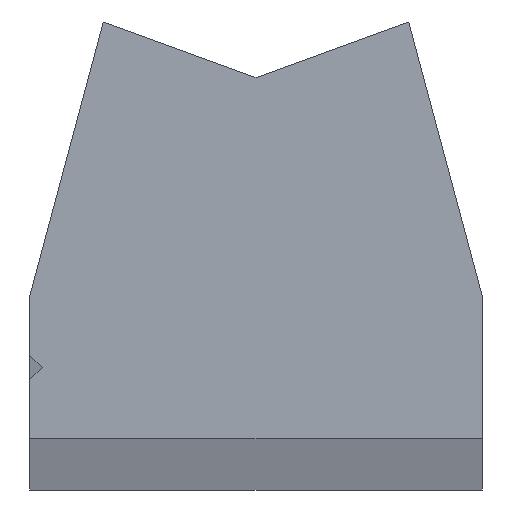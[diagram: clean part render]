
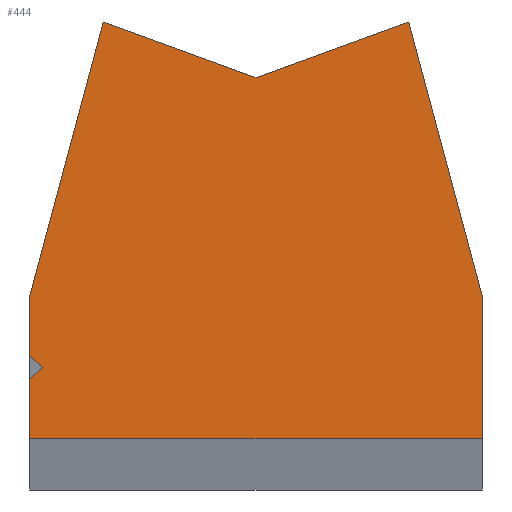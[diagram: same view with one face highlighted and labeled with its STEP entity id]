
A CAD part, top view. The second image highlights one B-rep face of the part: STEP entity #444.
In plain terms, the highlighted planar face has unit normal (0, 0, 1).
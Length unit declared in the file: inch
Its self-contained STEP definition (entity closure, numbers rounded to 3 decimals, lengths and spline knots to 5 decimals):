
#5 = VECTOR ( 'NONE', #656, 39.37008 ) ;
#6 = ORIENTED_EDGE ( 'NONE', *, *, #605, .T. ) ;
#12 = VECTOR ( 'NONE', #295, 39.37008 ) ;
#34 = ORIENTED_EDGE ( 'NONE', *, *, #532, .T. ) ;
#35 = CARTESIAN_POINT ( 'NONE',  ( 0.185, 0., 0. ) ) ;
#48 = VERTEX_POINT ( 'NONE', #448 ) ;
#65 = LINE ( 'NONE', #183, #116 ) ;
#66 = DIRECTION ( 'NONE',  ( -0.94, -0.342, 0. ) ) ;
#67 = EDGE_CURVE ( 'NONE', #336, #239, #608, .T. ) ;
#79 = CARTESIAN_POINT ( 'NONE',  ( 0., 0.2955, 0. ) ) ;
#108 = VECTOR ( 'NONE', #284, 39.37008 ) ;
#113 = EDGE_CURVE ( 'NONE', #312, #537, #174, .T. ) ;
#116 = VECTOR ( 'NONE', #496, 39.37008 ) ;
#130 = ORIENTED_EDGE ( 'NONE', *, *, #273, .T. ) ;
#149 = ORIENTED_EDGE ( 'NONE', *, *, #189, .T. ) ;
#156 = EDGE_LOOP ( 'NONE', ( #200, #472, #541, #651, #34, #181, #130, #6, #149, #521 ) ) ;
#159 = VECTOR ( 'NONE', #178, 39.37008 ) ;
#174 = LINE ( 'NONE', #398, #159 ) ;
#178 = DIRECTION ( 'NONE',  ( 0.707, -0.707, 0. ) ) ;
#181 = ORIENTED_EDGE ( 'NONE', *, *, #205, .T. ) ;
#183 = CARTESIAN_POINT ( 'NONE',  ( 0.185, 0.11708, 0. ) ) ;
#189 = EDGE_CURVE ( 'NONE', #229, #336, #607, .T. ) ;
#192 = DIRECTION ( 'NONE',  ( 0., -1., 0. ) ) ;
#196 = EDGE_CURVE ( 'NONE', #239, #312, #400, .T. ) ;
#200 = ORIENTED_EDGE ( 'NONE', *, *, #196, .T. ) ;
#204 = VERTEX_POINT ( 'NONE', #509 ) ;
#205 = EDGE_CURVE ( 'NONE', #204, #48, #597, .T. ) ;
#215 = DIRECTION ( 'NONE',  ( 0., 0., 1. ) ) ;
#221 = CARTESIAN_POINT ( 'NONE',  ( 0.125, 0.341, 0. ) ) ;
#226 = CARTESIAN_POINT ( 'NONE',  ( -2.5, 0., 0. ) ) ;
#229 = VERTEX_POINT ( 'NONE', #338 ) ;
#238 = CARTESIAN_POINT ( 'NONE',  ( 0.125, 0.341, 0. ) ) ;
#239 = VERTEX_POINT ( 'NONE', #665 ) ;
#273 = EDGE_CURVE ( 'NONE', #48, #354, #65, .T. ) ;
#277 = CARTESIAN_POINT ( 'NONE',  ( -0.175, 0.0585, 0. ) ) ;
#284 = DIRECTION ( 'NONE',  ( -0.259, -0.966, 0. ) ) ;
#289 = CARTESIAN_POINT ( 'NONE',  ( -0.125, 0.341, 0. ) ) ;
#295 = DIRECTION ( 'NONE',  ( -0.94, 0.342, 0. ) ) ;
#303 = LINE ( 'NONE', #465, #489 ) ;
#312 = VERTEX_POINT ( 'NONE', #530 ) ;
#325 = PLANE ( 'NONE',  #664 ) ;
#326 = CARTESIAN_POINT ( 'NONE',  ( -0.185, 0.0485, 0. ) ) ;
#329 = VECTOR ( 'NONE', #419, 39.37008 ) ;
#335 = DIRECTION ( 'NONE',  ( 1., 0., 0. ) ) ;
#336 = VERTEX_POINT ( 'NONE', #383 ) ;
#338 = CARTESIAN_POINT ( 'NONE',  ( 0., 0.2955, 0. ) ) ;
#354 = VERTEX_POINT ( 'NONE', #221 ) ;
#361 = CARTESIAN_POINT ( 'NONE',  ( -0.175, 0.0585, 0. ) ) ;
#383 = CARTESIAN_POINT ( 'NONE',  ( -0.125, 0.341, 0. ) ) ;
#386 = CARTESIAN_POINT ( 'NONE',  ( 0., 0., 0. ) ) ;
#398 = CARTESIAN_POINT ( 'NONE',  ( -0.185, 0.0685, 0. ) ) ;
#400 = LINE ( 'NONE', #668, #329 ) ;
#409 = EDGE_CURVE ( 'NONE', #537, #527, #463, .T. ) ;
#416 = DIRECTION ( 'NONE',  ( -0.707, -0.707, 0. ) ) ;
#419 = DIRECTION ( 'NONE',  ( 0., -1., 0. ) ) ;
#428 = EDGE_CURVE ( 'NONE', #527, #582, #303, .T. ) ;
#438 = LINE ( 'NONE', #226, #590 ) ;
#444 = ADVANCED_FACE ( 'NONE', ( #563 ), #325, .T. ) ;
#448 = CARTESIAN_POINT ( 'NONE',  ( 0.185, 0.11708, 0. ) ) ;
#454 = CARTESIAN_POINT ( 'NONE',  ( -0.185, 0., 0. ) ) ;
#463 = LINE ( 'NONE', #361, #594 ) ;
#465 = CARTESIAN_POINT ( 'NONE',  ( -0.185, 0.0485, 0. ) ) ;
#472 = ORIENTED_EDGE ( 'NONE', *, *, #113, .T. ) ;
#489 = VECTOR ( 'NONE', #192, 39.37008 ) ;
#496 = DIRECTION ( 'NONE',  ( -0.259, 0.966, 0. ) ) ;
#497 = LINE ( 'NONE', #238, #660 ) ;
#509 = CARTESIAN_POINT ( 'NONE',  ( 0.185, 0., 0. ) ) ;
#521 = ORIENTED_EDGE ( 'NONE', *, *, #67, .T. ) ;
#527 = VERTEX_POINT ( 'NONE', #326 ) ;
#530 = CARTESIAN_POINT ( 'NONE',  ( -0.185, 0.0685, 0. ) ) ;
#532 = EDGE_CURVE ( 'NONE', #582, #204, #438, .T. ) ;
#536 = DIRECTION ( 'NONE',  ( 1., 0., 0. ) ) ;
#537 = VERTEX_POINT ( 'NONE', #277 ) ;
#541 = ORIENTED_EDGE ( 'NONE', *, *, #409, .T. ) ;
#563 = FACE_OUTER_BOUND ( 'NONE', #156, .T. ) ;
#582 = VERTEX_POINT ( 'NONE', #454 ) ;
#590 = VECTOR ( 'NONE', #536, 39.37008 ) ;
#594 = VECTOR ( 'NONE', #416, 39.37008 ) ;
#597 = LINE ( 'NONE', #35, #5 ) ;
#605 = EDGE_CURVE ( 'NONE', #354, #229, #497, .T. ) ;
#607 = LINE ( 'NONE', #79, #12 ) ;
#608 = LINE ( 'NONE', #289, #108 ) ;
#651 = ORIENTED_EDGE ( 'NONE', *, *, #428, .T. ) ;
#656 = DIRECTION ( 'NONE',  ( 0., 1., 0. ) ) ;
#660 = VECTOR ( 'NONE', #66, 39.37008 ) ;
#664 = AXIS2_PLACEMENT_3D ( 'NONE', #386, #215, #335 ) ;
#665 = CARTESIAN_POINT ( 'NONE',  ( -0.185, 0.11708, 0. ) ) ;
#668 = CARTESIAN_POINT ( 'NONE',  ( -0.185, 0.11708, 0. ) ) ;
